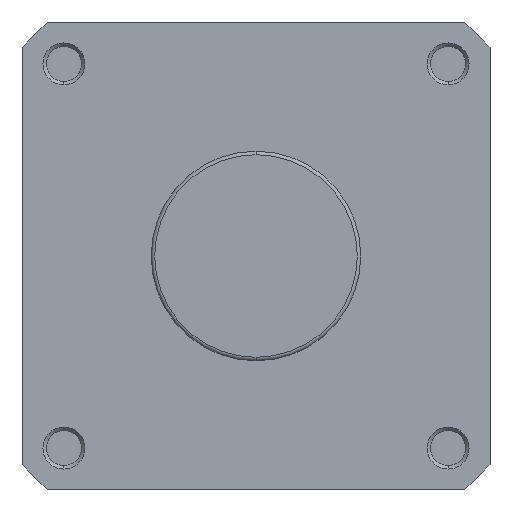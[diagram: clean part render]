
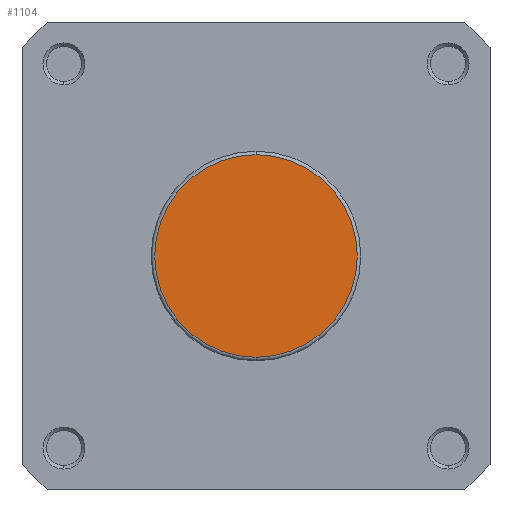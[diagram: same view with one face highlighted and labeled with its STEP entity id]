
A CAD part, left-side view. The second image highlights one B-rep face of the part: STEP entity #1104.
In plain terms, the highlighted planar face has unit normal (-1, 0, 0).
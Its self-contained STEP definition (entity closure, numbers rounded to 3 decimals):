
#117 = EDGE_LOOP ( 'NONE', ( #2967, #2968 ) ) ;
#488 = EDGE_CURVE ( 'NONE', #1364, #1342, #3435, .T. ) ;
#547 = EDGE_CURVE ( 'NONE', #1342, #1364, #3519, .T. ) ;
#773 = AXIS2_PLACEMENT_3D ( 'NONE', #2178, #2179, #2180 ) ;
#804 = AXIS2_PLACEMENT_3D ( 'NONE', #2321, #2328, #2329 ) ;
#883 = AXIS2_PLACEMENT_3D ( 'NONE', #4346, #4348, #4349 ) ;
#1104 = ADVANCED_FACE ( 'NONE', ( #3692 ), #4347, .F. ) ;
#1342 = VERTEX_POINT ( 'NONE', #5110 ) ;
#1364 = VERTEX_POINT ( 'NONE', #5132 ) ;
#2178 = CARTESIAN_POINT ( 'NONE',  ( 0., 0., 0. ) ) ;
#2179 = DIRECTION ( 'NONE',  ( -1., 0., 0. ) ) ;
#2180 = DIRECTION ( 'NONE',  ( 0., 0., -1. ) ) ;
#2321 = CARTESIAN_POINT ( 'NONE',  ( 0., 0., 0. ) ) ;
#2328 = DIRECTION ( 'NONE',  ( -1., 0., 0. ) ) ;
#2329 = DIRECTION ( 'NONE',  ( 0., 0., -1. ) ) ;
#2967 = ORIENTED_EDGE ( 'NONE', *, *, #547, .T. ) ;
#2968 = ORIENTED_EDGE ( 'NONE', *, *, #488, .T. ) ;
#3435 = CIRCLE ( 'NONE', #773, 29. ) ;
#3519 = CIRCLE ( 'NONE', #804, 29. ) ;
#3692 = FACE_OUTER_BOUND ( 'NONE', #117, .T. ) ;
#4346 = CARTESIAN_POINT ( 'NONE',  ( 0., 30., 0. ) ) ;
#4347 = PLANE ( 'NONE',  #883 ) ;
#4348 = DIRECTION ( 'NONE',  ( 1., 0., 0. ) ) ;
#4349 = DIRECTION ( 'NONE',  ( 0., 0., -1. ) ) ;
#5110 = CARTESIAN_POINT ( 'NONE',  ( 0., 0., -29. ) ) ;
#5132 = CARTESIAN_POINT ( 'NONE',  ( 0., 0., 29. ) ) ;
